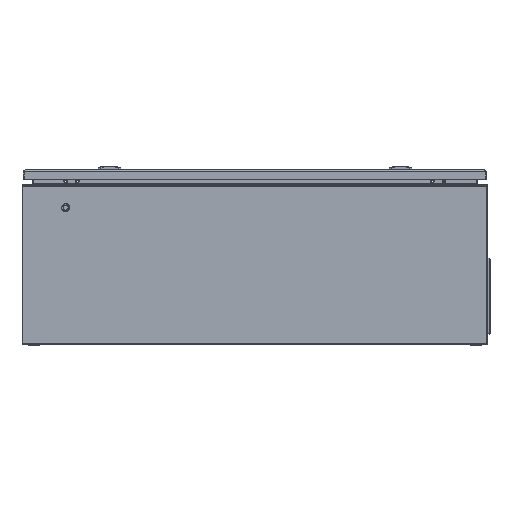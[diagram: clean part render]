
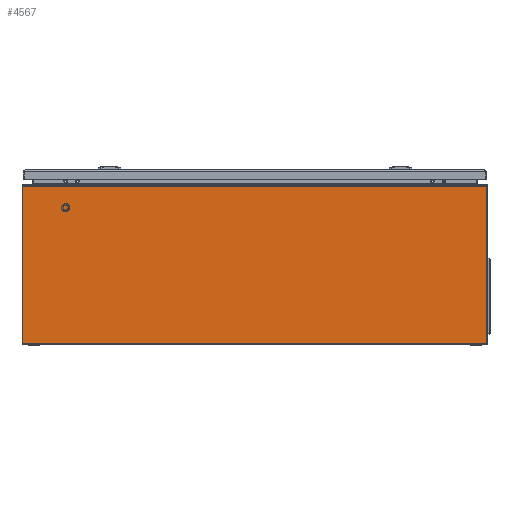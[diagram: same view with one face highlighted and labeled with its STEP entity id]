
A CAD part, left-side view. The second image highlights one B-rep face of the part: STEP entity #4567.
In plain terms, the highlighted planar face has unit normal (-1, 0, 0).
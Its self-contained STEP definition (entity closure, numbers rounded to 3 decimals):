
#4567 = ADVANCED_FACE( '', ( #10505 ), #10506, .F. );
#10505 = FACE_OUTER_BOUND( '', #16936, .T. );
#10506 = PLANE( '', #16937 );
#16936 = EDGE_LOOP( '', ( #29434, #29435, #29436, #29437 ) );
#16937 = AXIS2_PLACEMENT_3D( '', #29438, #29439, #29440 );
#29434 = ORIENTED_EDGE( '', *, *, #35849, .T. );
#29435 = ORIENTED_EDGE( '', *, *, #32924, .T. );
#29436 = ORIENTED_EDGE( '', *, *, #34686, .F. );
#29437 = ORIENTED_EDGE( '', *, *, #35276, .F. );
#29438 = CARTESIAN_POINT( '', ( -400., 800., -150. ) );
#29439 = DIRECTION( '', ( 1., 0., 0. ) );
#29440 = DIRECTION( '', ( 0., 0., -1. ) );
#32924 = EDGE_CURVE( '', #38947, #38948, #38949, .T. );
#34686 = EDGE_CURVE( '', #41749, #38948, #41751, .T. );
#35276 = EDGE_CURVE( '', #42635, #41749, #42636, .T. );
#35849 = EDGE_CURVE( '', #42635, #38947, #43446, .T. );
#38947 = VERTEX_POINT( '', #47330 );
#38948 = VERTEX_POINT( '', #47331 );
#38949 = LINE( '', #47332, #47333 );
#41749 = VERTEX_POINT( '', #51066 );
#41751 = LINE( '', #51068, #51069 );
#42635 = VERTEX_POINT( '', #52202 );
#42636 = LINE( '', #52203, #52204 );
#43446 = LINE( '', #53213, #53214 );
#47330 = CARTESIAN_POINT( '', ( -400., 0., -147.7 ) );
#47331 = CARTESIAN_POINT( '', ( -400., 0., 122.2 ) );
#47332 = CARTESIAN_POINT( '', ( -400., 0., -150. ) );
#47333 = VECTOR( '', #56695, 1000. );
#51066 = CARTESIAN_POINT( '', ( -400., 800., 122.2 ) );
#51068 = CARTESIAN_POINT( '', ( -400., 800., 122.2 ) );
#51069 = VECTOR( '', #59105, 1000. );
#52202 = CARTESIAN_POINT( '', ( -400., 800., -147.7 ) );
#52203 = CARTESIAN_POINT( '', ( -400., 800., -150. ) );
#52204 = VECTOR( '', #59966, 1000. );
#53213 = CARTESIAN_POINT( '', ( -400., 800., -147.7 ) );
#53214 = VECTOR( '', #60703, 1000. );
#56695 = DIRECTION( '', ( 0., 0., 1. ) );
#59105 = DIRECTION( '', ( 0., -1., 0. ) );
#59966 = DIRECTION( '', ( 0., 0., 1. ) );
#60703 = DIRECTION( '', ( 0., -1., 0. ) );
